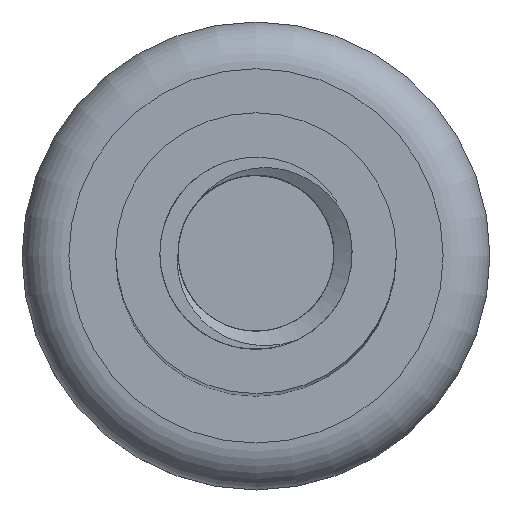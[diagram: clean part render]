
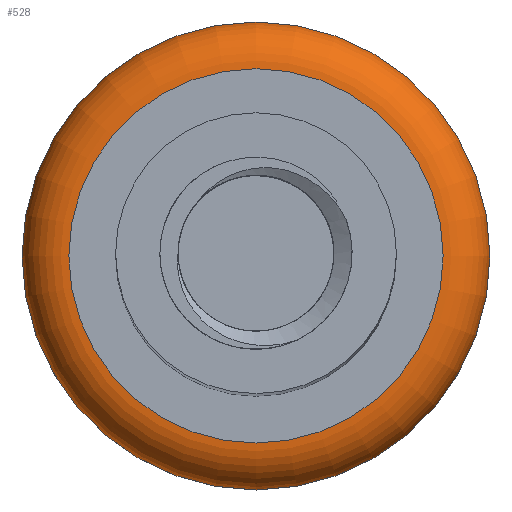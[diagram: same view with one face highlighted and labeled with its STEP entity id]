
A CAD part, top view. The second image highlights one B-rep face of the part: STEP entity #528.
In plain terms, the highlighted toroidal (fillet/blend) face has major radius 4 mm and minor radius 1 mm.
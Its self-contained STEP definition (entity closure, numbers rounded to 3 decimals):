
#19=TOROIDAL_SURFACE('',#586,4.,1.);
#40=CIRCLE('',#584,5.);
#41=CIRCLE('',#587,4.);
#42=CIRCLE('',#588,1.);
#74=FACE_OUTER_BOUND('',#108,.T.);
#108=EDGE_LOOP('',(#461,#462,#463,#464));
#241=VERTEX_POINT('',#2123);
#242=VERTEX_POINT('',#2128);
#316=EDGE_CURVE('',#241,#241,#40,.T.);
#317=EDGE_CURVE('',#242,#242,#41,.T.);
#318=EDGE_CURVE('',#242,#241,#42,.T.);
#461=ORIENTED_EDGE('',*,*,#317,.T.);
#462=ORIENTED_EDGE('',*,*,#318,.T.);
#463=ORIENTED_EDGE('',*,*,#316,.T.);
#464=ORIENTED_EDGE('',*,*,#318,.F.);
#528=ADVANCED_FACE('',(#74),#19,.T.);
#584=AXIS2_PLACEMENT_3D('',#2125,#693,#694);
#586=AXIS2_PLACEMENT_3D('',#2127,#697,#698);
#587=AXIS2_PLACEMENT_3D('',#2129,#699,#700);
#588=AXIS2_PLACEMENT_3D('',#2130,#701,#702);
#693=DIRECTION('center_axis',(0.,0.,1.));
#694=DIRECTION('ref_axis',(1.,0.,0.));
#697=DIRECTION('center_axis',(0.,0.,1.));
#698=DIRECTION('ref_axis',(1.,0.,0.));
#699=DIRECTION('center_axis',(0.,0.,-1.));
#700=DIRECTION('ref_axis',(1.,0.,0.));
#701=DIRECTION('center_axis',(0.,-1.,0.));
#702=DIRECTION('ref_axis',(-1.,0.,0.));
#2123=CARTESIAN_POINT('',(-5.,0.,79.));
#2125=CARTESIAN_POINT('Origin',(0.,0.,79.));
#2127=CARTESIAN_POINT('Origin',(0.,0.,79.));
#2128=CARTESIAN_POINT('',(-4.,0.,80.));
#2129=CARTESIAN_POINT('Origin',(0.,0.,80.));
#2130=CARTESIAN_POINT('Origin',(-4.,0.,79.));
